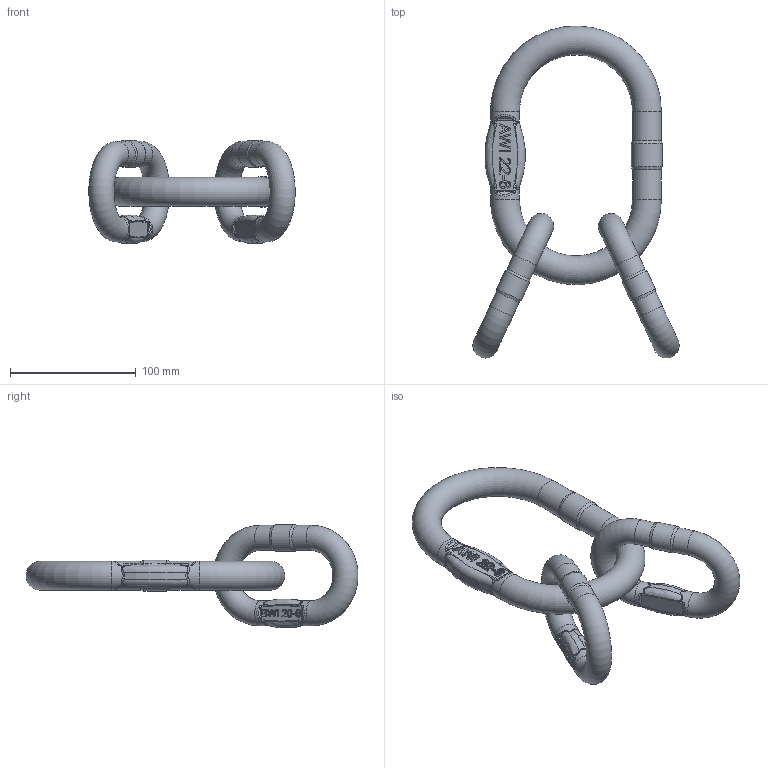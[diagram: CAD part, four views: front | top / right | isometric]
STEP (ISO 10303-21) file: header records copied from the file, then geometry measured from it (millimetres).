
FILE_DESCRIPTION(/* description */ (''),/* implementation_level */ '2;1');
FILE_NAME(/* name */ 'VWI 10-6 Kundenmodell.stp',/* time_stamp */ '2015-10-19T11:13:55+02:00',/* author */ (''),/* organization */ (''),/* preprocessor_version */ 'ST-DEVELOPER v15',/* originating_system */ 'SIEMENS PLM Software NX 9.0',/* authorisation */ '');
FILE_SCHEMA (('AUTOMOTIVE_DESIGN { 1 0 10303 214 3 1 1 1 }'));
Length unit declared in the file: millimetre
Products named in the file (1): zer189C0F9Fge0q
Bounding box: 164.21 x 264.28 x 82.08 mm (x, y, z)
Volume: 386104.3 mm3; surface area: 72702.3 mm2
Topology: 3 solids, 3 shells, 358 faces, 875 edges, 540 vertices
Faces by surface type: plane 131, bspline 76, extrusion 70, cylinder 57, torus 18, cone 6
Full cylindrical faces by diameter (mm): 20 x8, 21.5 x2, 23 x4, 24.725 x1
Entity records: 14898 total; most frequent: CARTESIAN_POINT 7615, ORIENTED_EDGE 1656, DIRECTION 1106, EDGE_CURVE 828, VERTEX_POINT 528, B_SPLINE_CURVE_WITH_KNOTS 440, EDGE_LOOP 416, VECTOR 376
